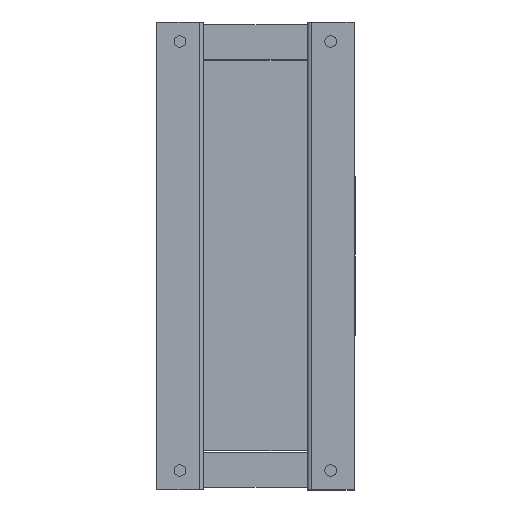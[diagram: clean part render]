
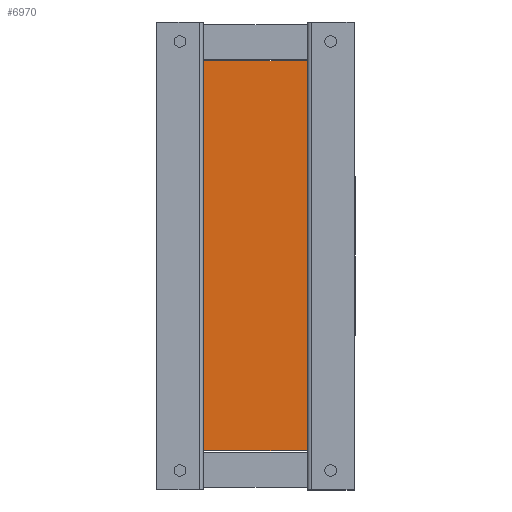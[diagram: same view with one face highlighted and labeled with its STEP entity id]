
A CAD part, front view. The second image highlights one B-rep face of the part: STEP entity #6970.
In plain terms, the highlighted planar face has unit normal (0, -1, 0).
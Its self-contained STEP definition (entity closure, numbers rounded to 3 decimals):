
#647=FACE_OUTER_BOUND('',#1049,.T.);
#1049=EDGE_LOOP('',(#4706,#4707,#4708,#4709));
#1510=LINE('',#10356,#2281);
#1511=LINE('',#10359,#2282);
#1512=LINE('',#10361,#2283);
#1513=LINE('',#10362,#2284);
#2281=VECTOR('',#8306,10.);
#2282=VECTOR('',#8309,10.);
#2283=VECTOR('',#8310,10.);
#2284=VECTOR('',#8311,10.);
#3045=VERTEX_POINT('',#10349);
#3048=VERTEX_POINT('',#10354);
#3049=VERTEX_POINT('',#10358);
#3050=VERTEX_POINT('',#10360);
#3691=EDGE_CURVE('',#3045,#3048,#1510,.T.);
#3692=EDGE_CURVE('',#3049,#3045,#1511,.T.);
#3693=EDGE_CURVE('',#3050,#3048,#1512,.T.);
#3694=EDGE_CURVE('',#3049,#3050,#1513,.T.);
#4706=ORIENTED_EDGE('',*,*,#3692,.T.);
#4707=ORIENTED_EDGE('',*,*,#3691,.T.);
#4708=ORIENTED_EDGE('',*,*,#3693,.F.);
#4709=ORIENTED_EDGE('',*,*,#3694,.F.);
#6667=PLANE('',#7615);
#6970=ADVANCED_FACE('',(#647),#6667,.T.);
#7615=AXIS2_PLACEMENT_3D('',#10357,#8307,#8308);
#8306=DIRECTION('',(1.,0.,0.));
#8307=DIRECTION('center_axis',(0.,-1.,0.));
#8308=DIRECTION('ref_axis',(0.,0.,-1.));
#8309=DIRECTION('',(0.,0.,-1.));
#8310=DIRECTION('',(0.,0.,-1.));
#8311=DIRECTION('',(1.,0.,0.));
#10349=CARTESIAN_POINT('',(0.,0.,0.));
#10354=CARTESIAN_POINT('',(80.,0.,0.));
#10356=CARTESIAN_POINT('',(0.,0.,0.));
#10357=CARTESIAN_POINT('Origin',(0.,0.,300.));
#10358=CARTESIAN_POINT('',(0.,0.,300.));
#10359=CARTESIAN_POINT('',(0.,0.,300.));
#10360=CARTESIAN_POINT('',(80.,0.,300.));
#10361=CARTESIAN_POINT('',(80.,0.,300.));
#10362=CARTESIAN_POINT('',(0.,0.,300.));
